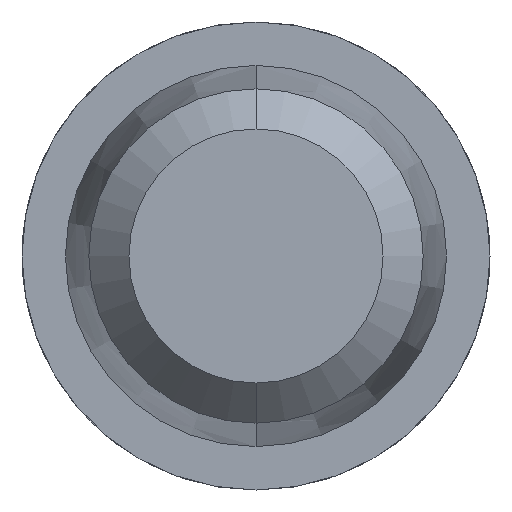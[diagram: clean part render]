
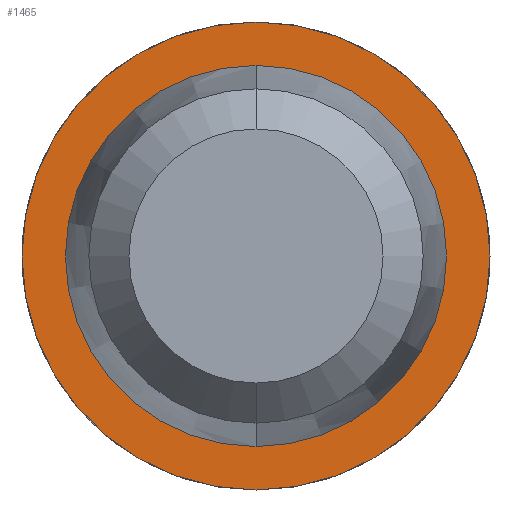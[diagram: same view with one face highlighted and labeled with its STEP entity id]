
A CAD part, front view. The second image highlights one B-rep face of the part: STEP entity #1465.
In plain terms, the highlighted planar face has unit normal (0, -1, 0).
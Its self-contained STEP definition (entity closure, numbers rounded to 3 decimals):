
#67 = VERTEX_POINT ( 'NONE', #3327 ) ;
#422 = VERTEX_POINT ( 'NONE', #3152 ) ;
#553 = VERTEX_POINT ( 'NONE', #1983 ) ;
#740 = FACE_BOUND ( 'NONE', #4863, .T. ) ;
#760 = EDGE_LOOP ( 'NONE', ( #5549, #4793 ) ) ;
#804 = EDGE_CURVE ( 'Defeature ausgef�hrt2_45+Defeature ausgef�hrt2_46+Defeature ausgef�hrt2_46+Defeature ausgef�hrt2_46', #5265, #553, #1383, .T. ) ;
#1083 = DIRECTION ( 'NONE',  ( 0., 0., -1. ) ) ;
#1131 = CARTESIAN_POINT ( 'NONE',  ( 0., 26., 0. ) ) ;
#1383 = CIRCLE ( 'NONE', #4814, 0.7 ) ;
#1398 = DIRECTION ( 'NONE',  ( 0., -1., 0. ) ) ;
#1465 = ADVANCED_FACE ( 'Defeature ausgef�hrt2_45', ( #3625, #740 ), #3294, .T. ) ;
#1592 = EDGE_CURVE ( 'Defeature ausgef�hrt2_44+Defeature ausgef�hrt2_45+Defeature ausgef�hrt2_45+Defeature ausgef�hrt2_45', #67, #422, #4118, .T. ) ;
#1983 = CARTESIAN_POINT ( 'NONE',  ( 0., 26., -0.7 ) ) ;
#2022 = AXIS2_PLACEMENT_3D ( 'NONE', #2966, #5144, #5202 ) ;
#2030 = AXIS2_PLACEMENT_3D ( 'NONE', #1131, #5143, #1083 ) ;
#2410 = AXIS2_PLACEMENT_3D ( 'NONE', #5557, #4179, #4595 ) ;
#2752 = CARTESIAN_POINT ( 'NONE',  ( 0., 26., 0.7 ) ) ;
#2966 = CARTESIAN_POINT ( 'NONE',  ( 0., 26., 0. ) ) ;
#3062 = CIRCLE ( 'NONE', #5274, 0.57 ) ;
#3152 = CARTESIAN_POINT ( 'NONE',  ( 0., 26., -0.57 ) ) ;
#3204 = DIRECTION ( 'NONE',  ( 0., 0., -1. ) ) ;
#3294 = PLANE ( 'NONE',  #2410 ) ;
#3305 = CARTESIAN_POINT ( 'NONE',  ( 0., 26., 0. ) ) ;
#3327 = CARTESIAN_POINT ( 'NONE',  ( 0., 26., 0.57 ) ) ;
#3625 = FACE_OUTER_BOUND ( 'NONE', #760, .T. ) ;
#4004 = ORIENTED_EDGE ( 'NONE', *, *, #4025, .F. ) ;
#4025 = EDGE_CURVE ( 'Defeature ausgef�hrt2_44+Defeature ausgef�hrt2_45+Defeature ausgef�hrt2_45+Defeature ausgef�hrt2_45', #422, #67, #3062, .T. ) ;
#4118 = CIRCLE ( 'NONE', #2022, 0.57 ) ;
#4179 = DIRECTION ( 'NONE',  ( 0., -1., 0. ) ) ;
#4595 = DIRECTION ( 'NONE',  ( 0., 0., -1. ) ) ;
#4793 = ORIENTED_EDGE ( 'NONE', *, *, #804, .T. ) ;
#4814 = AXIS2_PLACEMENT_3D ( 'NONE', #5429, #1398, #3204 ) ;
#4863 = EDGE_LOOP ( 'NONE', ( #4981, #4004 ) ) ;
#4924 = EDGE_CURVE ( 'Defeature ausgef�hrt2_45+Defeature ausgef�hrt2_46+Defeature ausgef�hrt2_46+Defeature ausgef�hrt2_46', #553, #5265, #5522, .T. ) ;
#4981 = ORIENTED_EDGE ( 'NONE', *, *, #1592, .F. ) ;
#5048 = DIRECTION ( 'NONE',  ( 0., 0., -1. ) ) ;
#5143 = DIRECTION ( 'NONE',  ( 0., -1., 0. ) ) ;
#5144 = DIRECTION ( 'NONE',  ( 0., -1., 0. ) ) ;
#5202 = DIRECTION ( 'NONE',  ( 0., 0., -1. ) ) ;
#5265 = VERTEX_POINT ( 'NONE', #2752 ) ;
#5274 = AXIS2_PLACEMENT_3D ( 'NONE', #3305, #5469, #5048 ) ;
#5429 = CARTESIAN_POINT ( 'NONE',  ( 0., 26., 0. ) ) ;
#5469 = DIRECTION ( 'NONE',  ( 0., -1., 0. ) ) ;
#5522 = CIRCLE ( 'NONE', #2030, 0.7 ) ;
#5549 = ORIENTED_EDGE ( 'NONE', *, *, #4924, .T. ) ;
#5557 = CARTESIAN_POINT ( 'NONE',  ( 0.57, 26., 0. ) ) ;
